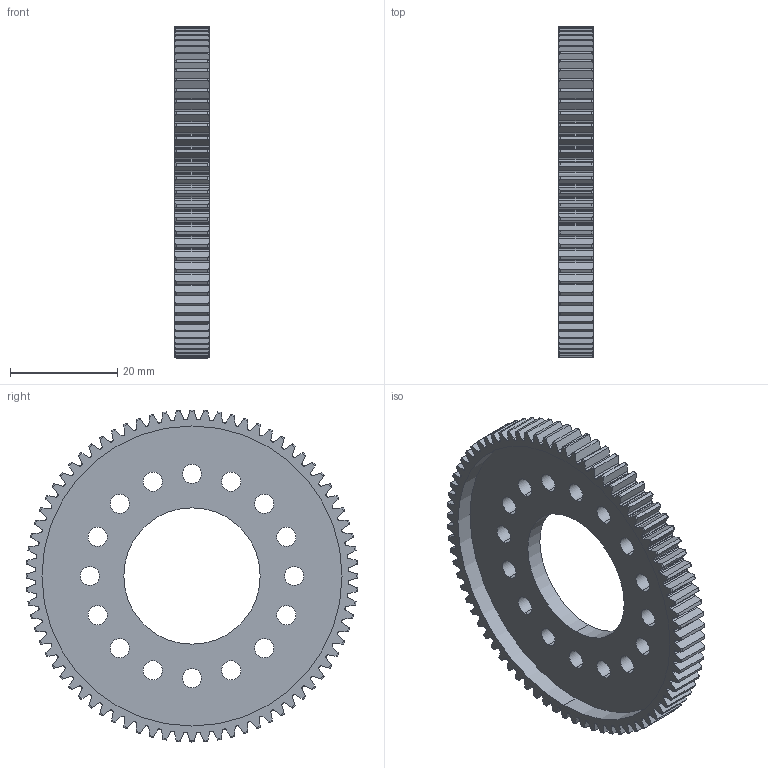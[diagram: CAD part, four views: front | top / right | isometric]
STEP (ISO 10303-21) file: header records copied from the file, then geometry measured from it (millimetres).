
FILE_DESCRIPTION (( 'STEP AP203' ), '1' );
FILE_NAME ('615222.STEP', '2014-07-22T20:11:20', ( 'Kyle' ), ( 'Microsoft' ), 'SwSTEP 2.0', 'SolidWorks 2014', '' );
FILE_SCHEMA (( 'CONFIG_CONTROL_DESIGN' ));
Length unit declared in the file: inch
Products named in the file (1): 615222
Bounding box: 6.35 x 61.91 x 61.91 mm (x, y, z)
Volume: 8164.8 mm3; surface area: 8099.6 mm2
Topology: 1 solids, 1 shells, 682 faces, 2037 edges, 1358 vertices
Faces by surface type: cylinder 373, torus 154, bspline 152, plane 3
Entity records: 29876 total; most frequent: CARTESIAN_POINT 12134, ORIENTED_EDGE 4074, DIRECTION 3395, EDGE_CURVE 2037, AXIS2_PLACEMENT_3D 1435, VERTEX_POINT 1358, CIRCLE 904, EDGE_LOOP 717
